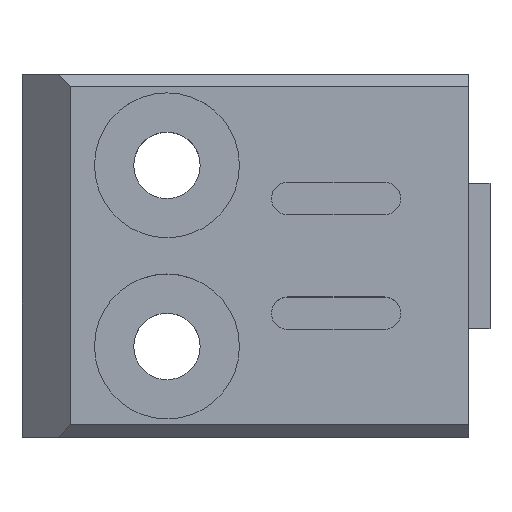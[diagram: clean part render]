
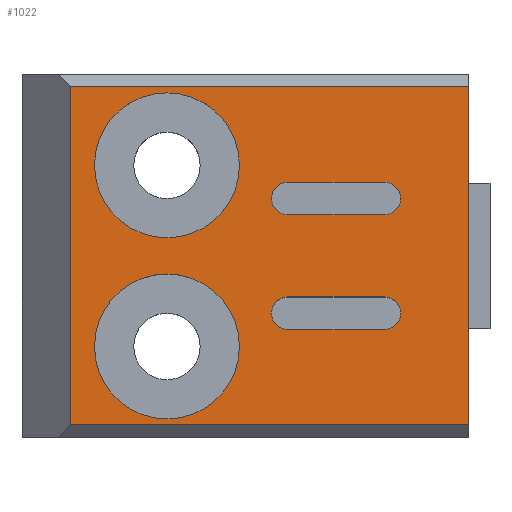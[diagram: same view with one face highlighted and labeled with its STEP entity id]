
A CAD part, top view. The second image highlights one B-rep face of the part: STEP entity #1022.
In plain terms, the highlighted planar face has unit normal (0, 0, 1).
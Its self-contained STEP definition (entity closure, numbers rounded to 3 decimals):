
#18=FACE_BOUND('',#139,.T.);
#19=FACE_BOUND('',#140,.T.);
#20=FACE_BOUND('',#141,.T.);
#21=FACE_BOUND('',#142,.T.);
#80=FACE_OUTER_BOUND('',#138,.T.);
#138=EDGE_LOOP('',(#851,#852,#853,#854));
#139=EDGE_LOOP('',(#855));
#140=EDGE_LOOP('',(#856));
#141=EDGE_LOOP('',(#857,#858,#859,#860));
#142=EDGE_LOOP('',(#861,#862,#863,#864));
#167=CIRCLE('',#1056,1.35);
#170=CIRCLE('',#1062,1.35);
#176=CIRCLE('',#1090,1.35);
#179=CIRCLE('',#1098,1.35);
#181=CIRCLE('',#1108,6.);
#182=CIRCLE('',#1109,6.);
#194=LINE('',#1427,#311);
#200=LINE('',#1446,#317);
#268=LINE('',#1606,#385);
#279=LINE('',#1628,#396);
#281=LINE('',#1632,#398);
#289=LINE('',#1647,#406);
#290=LINE('',#1652,#407);
#291=LINE('',#1653,#408);
#311=VECTOR('',#1150,10.);
#317=VECTOR('',#1168,10.);
#385=VECTOR('',#1314,10.);
#396=VECTOR('',#1331,10.);
#398=VECTOR('',#1335,10.);
#406=VECTOR('',#1345,10.);
#407=VECTOR('',#1350,10.);
#408=VECTOR('',#1351,10.);
#427=VERTEX_POINT('',#1419);
#428=VERTEX_POINT('',#1421);
#429=VERTEX_POINT('',#1425);
#434=VERTEX_POINT('',#1438);
#435=VERTEX_POINT('',#1440);
#436=VERTEX_POINT('',#1444);
#480=VERTEX_POINT('',#1572);
#485=VERTEX_POINT('',#1592);
#488=VERTEX_POINT('',#1603);
#489=VERTEX_POINT('',#1605);
#497=VERTEX_POINT('',#1627);
#498=VERTEX_POINT('',#1631);
#505=VERTEX_POINT('',#1648);
#506=VERTEX_POINT('',#1650);
#522=EDGE_CURVE('',#428,#427,#167,.T.);
#525=EDGE_CURVE('',#427,#429,#194,.T.);
#531=EDGE_CURVE('',#435,#434,#170,.T.);
#534=EDGE_CURVE('',#434,#436,#200,.T.);
#597=EDGE_CURVE('',#429,#480,#176,.T.);
#607=EDGE_CURVE('',#436,#485,#179,.T.);
#612=EDGE_CURVE('',#488,#489,#268,.T.);
#623=EDGE_CURVE('',#489,#497,#279,.T.);
#625=EDGE_CURVE('',#498,#497,#281,.T.);
#633=EDGE_CURVE('',#498,#488,#289,.T.);
#634=EDGE_CURVE('',#505,#505,#181,.T.);
#635=EDGE_CURVE('',#506,#506,#182,.T.);
#636=EDGE_CURVE('',#480,#428,#290,.T.);
#637=EDGE_CURVE('',#485,#435,#291,.T.);
#851=ORIENTED_EDGE('',*,*,#612,.F.);
#852=ORIENTED_EDGE('',*,*,#633,.F.);
#853=ORIENTED_EDGE('',*,*,#625,.T.);
#854=ORIENTED_EDGE('',*,*,#623,.F.);
#855=ORIENTED_EDGE('',*,*,#634,.T.);
#856=ORIENTED_EDGE('',*,*,#635,.T.);
#857=ORIENTED_EDGE('',*,*,#522,.T.);
#858=ORIENTED_EDGE('',*,*,#525,.T.);
#859=ORIENTED_EDGE('',*,*,#597,.T.);
#860=ORIENTED_EDGE('',*,*,#636,.T.);
#861=ORIENTED_EDGE('',*,*,#531,.T.);
#862=ORIENTED_EDGE('',*,*,#534,.T.);
#863=ORIENTED_EDGE('',*,*,#607,.T.);
#864=ORIENTED_EDGE('',*,*,#637,.T.);
#971=PLANE('',#1107);
#1022=ADVANCED_FACE('',(#80,#18,#19,#20,#21),#971,.T.);
#1056=AXIS2_PLACEMENT_3D('',#1422,#1144,#1145);
#1062=AXIS2_PLACEMENT_3D('',#1441,#1162,#1163);
#1090=AXIS2_PLACEMENT_3D('',#1574,#1278,#1279);
#1098=AXIS2_PLACEMENT_3D('',#1594,#1301,#1302);
#1107=AXIS2_PLACEMENT_3D('',#1646,#1343,#1344);
#1108=AXIS2_PLACEMENT_3D('',#1649,#1346,#1347);
#1109=AXIS2_PLACEMENT_3D('',#1651,#1348,#1349);
#1144=DIRECTION('center_axis',(0.,0.,-1.));
#1145=DIRECTION('ref_axis',(0.,-1.,0.));
#1150=DIRECTION('',(-1.,0.,0.));
#1162=DIRECTION('center_axis',(0.,0.,-1.));
#1163=DIRECTION('ref_axis',(0.,1.,0.));
#1168=DIRECTION('',(1.,0.,0.));
#1278=DIRECTION('center_axis',(0.,0.,-1.));
#1279=DIRECTION('ref_axis',(0.,1.,0.));
#1301=DIRECTION('center_axis',(0.,0.,-1.));
#1302=DIRECTION('ref_axis',(0.,-1.,0.));
#1314=DIRECTION('',(0.,1.,0.));
#1331=DIRECTION('',(1.,0.,0.));
#1335=DIRECTION('',(0.,1.,0.));
#1343=DIRECTION('center_axis',(0.,0.,1.));
#1344=DIRECTION('ref_axis',(1.,0.,0.));
#1345=DIRECTION('',(-1.,0.,0.));
#1346=DIRECTION('center_axis',(0.,0.,-1.));
#1347=DIRECTION('ref_axis',(1.,0.,0.));
#1348=DIRECTION('center_axis',(0.,0.,-1.));
#1349=DIRECTION('ref_axis',(1.,0.,0.));
#1350=DIRECTION('',(1.,0.,0.));
#1351=DIRECTION('',(-1.,0.,0.));
#1419=CARTESIAN_POINT('',(30.,18.4,11.));
#1421=CARTESIAN_POINT('',(30.,21.1,11.));
#1422=CARTESIAN_POINT('Origin',(30.,19.75,11.));
#1425=CARTESIAN_POINT('',(22.,18.4,11.));
#1427=CARTESIAN_POINT('',(22.,18.4,11.));
#1438=CARTESIAN_POINT('',(22.,11.6,11.));
#1440=CARTESIAN_POINT('',(22.,8.9,11.));
#1441=CARTESIAN_POINT('Origin',(22.,10.25,11.));
#1444=CARTESIAN_POINT('',(30.,11.6,11.));
#1446=CARTESIAN_POINT('',(22.,11.6,11.));
#1572=CARTESIAN_POINT('',(22.,21.1,11.));
#1574=CARTESIAN_POINT('Origin',(22.,19.75,11.));
#1592=CARTESIAN_POINT('',(30.,8.9,11.));
#1594=CARTESIAN_POINT('Origin',(30.,10.25,11.));
#1603=CARTESIAN_POINT('',(4.,1.,11.));
#1605=CARTESIAN_POINT('',(4.,29.,11.));
#1606=CARTESIAN_POINT('',(4.,22.5,11.));
#1627=CARTESIAN_POINT('',(37.,29.,11.));
#1628=CARTESIAN_POINT('',(27.75,29.,11.));
#1631=CARTESIAN_POINT('',(37.,1.,11.));
#1632=CARTESIAN_POINT('',(37.,0.,11.));
#1646=CARTESIAN_POINT('Origin',(18.5,15.,11.));
#1647=CARTESIAN_POINT('',(9.25,1.,11.));
#1648=CARTESIAN_POINT('',(6.,22.5,11.));
#1649=CARTESIAN_POINT('Origin',(12.,22.5,11.));
#1650=CARTESIAN_POINT('',(6.,7.5,11.));
#1651=CARTESIAN_POINT('Origin',(12.,7.5,11.));
#1652=CARTESIAN_POINT('',(30.,21.1,11.));
#1653=CARTESIAN_POINT('',(30.,8.9,11.));
